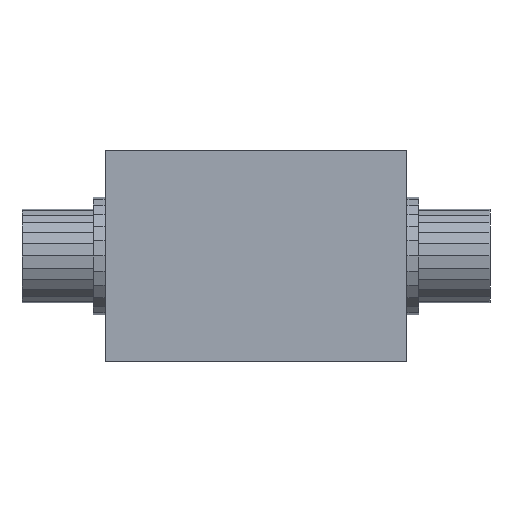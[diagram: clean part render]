
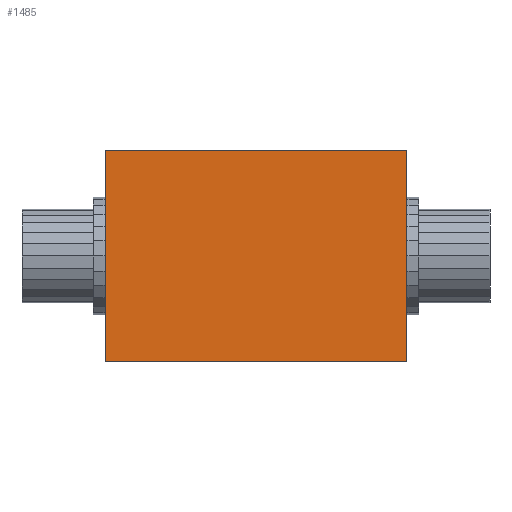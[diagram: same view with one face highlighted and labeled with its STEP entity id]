
A CAD part, left-side view. The second image highlights one B-rep face of the part: STEP entity #1485.
In plain terms, the highlighted planar face has unit normal (-1, 0, 0).
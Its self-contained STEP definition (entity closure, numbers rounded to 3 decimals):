
#24 = VERTEX_POINT('',#25);
#25 = CARTESIAN_POINT('',(0.,0.,0.));
#32 = PLANE('',#33);
#33 = AXIS2_PLACEMENT_3D('',#34,#35,#36);
#34 = CARTESIAN_POINT('',(16.,12.7,0.));
#35 = DIRECTION('',(-0.,-0.,-1.));
#36 = DIRECTION('',(-1.,0.,0.));
#44 = PLANE('',#45);
#45 = AXIS2_PLACEMENT_3D('',#46,#47,#48);
#46 = CARTESIAN_POINT('',(16.,0.,8.89));
#47 = DIRECTION('',(-0.,-1.,-0.));
#48 = DIRECTION('',(0.,0.,-1.));
#56 = EDGE_CURVE('',#24,#57,#59,.T.);
#57 = VERTEX_POINT('',#58);
#58 = CARTESIAN_POINT('',(0.,25.4,0.));
#59 = SURFACE_CURVE('',#60,(#64,#71),.PCURVE_S1.);
#60 = LINE('',#61,#62);
#61 = CARTESIAN_POINT('',(0.,0.,0.));
#62 = VECTOR('',#63,1.);
#63 = DIRECTION('',(0.,1.,0.));
#64 = PCURVE('',#32,#65);
#65 = DEFINITIONAL_REPRESENTATION('',(#66),#70);
#66 = LINE('',#67,#68);
#67 = CARTESIAN_POINT('',(16.,-12.7));
#68 = VECTOR('',#69,1.);
#69 = DIRECTION('',(0.,1.));
#70 = ( GEOMETRIC_REPRESENTATION_CONTEXT(2) 
PARAMETRIC_REPRESENTATION_CONTEXT() REPRESENTATION_CONTEXT('2D SPACE',''
  ) );
#71 = PCURVE('',#72,#77);
#72 = PLANE('',#73);
#73 = AXIS2_PLACEMENT_3D('',#74,#75,#76);
#74 = CARTESIAN_POINT('',(0.,12.7,8.89));
#75 = DIRECTION('',(-1.,-0.,-0.));
#76 = DIRECTION('',(0.,0.,-1.));
#77 = DEFINITIONAL_REPRESENTATION('',(#78),#82);
#78 = LINE('',#79,#80);
#79 = CARTESIAN_POINT('',(8.89,12.7));
#80 = VECTOR('',#81,1.);
#81 = DIRECTION('',(0.,-1.));
#82 = ( GEOMETRIC_REPRESENTATION_CONTEXT(2) 
PARAMETRIC_REPRESENTATION_CONTEXT() REPRESENTATION_CONTEXT('2D SPACE',''
  ) );
#100 = PLANE('',#101);
#101 = AXIS2_PLACEMENT_3D('',#102,#103,#104);
#102 = CARTESIAN_POINT('',(16.,25.4,8.89));
#103 = DIRECTION('',(0.,1.,0.));
#104 = DIRECTION('',(0.,0.,1.));
#1485 = ADVANCED_FACE('',(#1486),#72,.T.);
#1486 = FACE_BOUND('',#1487,.T.);
#1487 = EDGE_LOOP('',(#1488,#1489,#1512,#1540));
#1488 = ORIENTED_EDGE('',*,*,#56,.F.);
#1489 = ORIENTED_EDGE('',*,*,#1490,.T.);
#1490 = EDGE_CURVE('',#24,#1491,#1493,.T.);
#1491 = VERTEX_POINT('',#1492);
#1492 = CARTESIAN_POINT('',(0.,0.,17.78));
#1493 = SURFACE_CURVE('',#1494,(#1498,#1505),.PCURVE_S1.);
#1494 = LINE('',#1495,#1496);
#1495 = CARTESIAN_POINT('',(0.,0.,0.));
#1496 = VECTOR('',#1497,1.);
#1497 = DIRECTION('',(0.,0.,1.));
#1498 = PCURVE('',#72,#1499);
#1499 = DEFINITIONAL_REPRESENTATION('',(#1500),#1504);
#1500 = LINE('',#1501,#1502);
#1501 = CARTESIAN_POINT('',(8.89,12.7));
#1502 = VECTOR('',#1503,1.);
#1503 = DIRECTION('',(-1.,0.));
#1504 = ( GEOMETRIC_REPRESENTATION_CONTEXT(2) 
PARAMETRIC_REPRESENTATION_CONTEXT() REPRESENTATION_CONTEXT('2D SPACE',''
  ) );
#1505 = PCURVE('',#44,#1506);
#1506 = DEFINITIONAL_REPRESENTATION('',(#1507),#1511);
#1507 = LINE('',#1508,#1509);
#1508 = CARTESIAN_POINT('',(8.89,-16.));
#1509 = VECTOR('',#1510,1.);
#1510 = DIRECTION('',(-1.,0.));
#1511 = ( GEOMETRIC_REPRESENTATION_CONTEXT(2) 
PARAMETRIC_REPRESENTATION_CONTEXT() REPRESENTATION_CONTEXT('2D SPACE',''
  ) );
#1512 = ORIENTED_EDGE('',*,*,#1513,.F.);
#1513 = EDGE_CURVE('',#1514,#1491,#1516,.T.);
#1514 = VERTEX_POINT('',#1515);
#1515 = CARTESIAN_POINT('',(0.,25.4,17.78));
#1516 = SURFACE_CURVE('',#1517,(#1521,#1528),.PCURVE_S1.);
#1517 = LINE('',#1518,#1519);
#1518 = CARTESIAN_POINT('',(0.,25.4,17.78));
#1519 = VECTOR('',#1520,1.);
#1520 = DIRECTION('',(0.,-1.,0.));
#1521 = PCURVE('',#72,#1522);
#1522 = DEFINITIONAL_REPRESENTATION('',(#1523),#1527);
#1523 = LINE('',#1524,#1525);
#1524 = CARTESIAN_POINT('',(-8.89,-12.7));
#1525 = VECTOR('',#1526,1.);
#1526 = DIRECTION('',(0.,1.));
#1527 = ( GEOMETRIC_REPRESENTATION_CONTEXT(2) 
PARAMETRIC_REPRESENTATION_CONTEXT() REPRESENTATION_CONTEXT('2D SPACE',''
  ) );
#1528 = PCURVE('',#1529,#1534);
#1529 = PLANE('',#1530);
#1530 = AXIS2_PLACEMENT_3D('',#1531,#1532,#1533);
#1531 = CARTESIAN_POINT('',(16.,12.7,17.78));
#1532 = DIRECTION('',(0.,0.,1.));
#1533 = DIRECTION('',(1.,0.,-0.));
#1534 = DEFINITIONAL_REPRESENTATION('',(#1535),#1539);
#1535 = LINE('',#1536,#1537);
#1536 = CARTESIAN_POINT('',(-16.,12.7));
#1537 = VECTOR('',#1538,1.);
#1538 = DIRECTION('',(0.,-1.));
#1539 = ( GEOMETRIC_REPRESENTATION_CONTEXT(2) 
PARAMETRIC_REPRESENTATION_CONTEXT() REPRESENTATION_CONTEXT('2D SPACE',''
  ) );
#1540 = ORIENTED_EDGE('',*,*,#1541,.T.);
#1541 = EDGE_CURVE('',#1514,#57,#1542,.T.);
#1542 = SURFACE_CURVE('',#1543,(#1547,#1554),.PCURVE_S1.);
#1543 = LINE('',#1544,#1545);
#1544 = CARTESIAN_POINT('',(0.,25.4,17.78));
#1545 = VECTOR('',#1546,1.);
#1546 = DIRECTION('',(0.,0.,-1.));
#1547 = PCURVE('',#72,#1548);
#1548 = DEFINITIONAL_REPRESENTATION('',(#1549),#1553);
#1549 = LINE('',#1550,#1551);
#1550 = CARTESIAN_POINT('',(-8.89,-12.7));
#1551 = VECTOR('',#1552,1.);
#1552 = DIRECTION('',(1.,0.));
#1553 = ( GEOMETRIC_REPRESENTATION_CONTEXT(2) 
PARAMETRIC_REPRESENTATION_CONTEXT() REPRESENTATION_CONTEXT('2D SPACE',''
  ) );
#1554 = PCURVE('',#100,#1555);
#1555 = DEFINITIONAL_REPRESENTATION('',(#1556),#1560);
#1556 = LINE('',#1557,#1558);
#1557 = CARTESIAN_POINT('',(8.89,-16.));
#1558 = VECTOR('',#1559,1.);
#1559 = DIRECTION('',(-1.,0.));
#1560 = ( GEOMETRIC_REPRESENTATION_CONTEXT(2) 
PARAMETRIC_REPRESENTATION_CONTEXT() REPRESENTATION_CONTEXT('2D SPACE',''
  ) );
